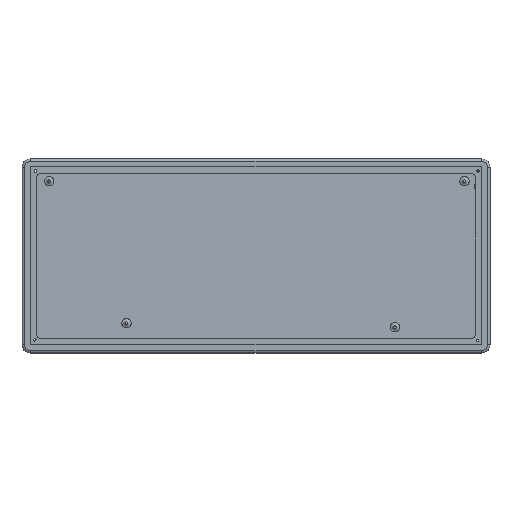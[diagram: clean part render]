
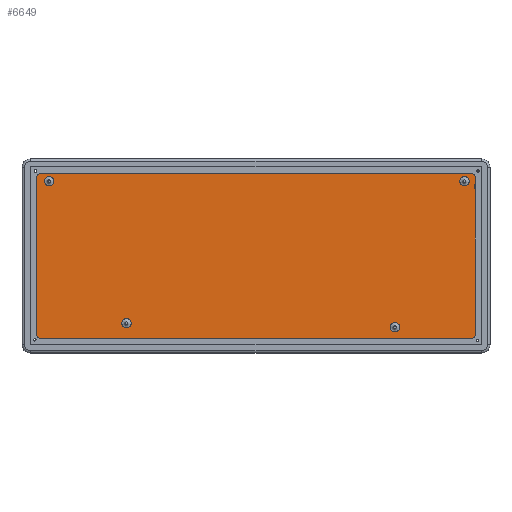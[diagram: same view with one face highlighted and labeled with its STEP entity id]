
A CAD part, top view. The second image highlights one B-rep face of the part: STEP entity #6649.
In plain terms, the highlighted planar face has unit normal (0, 0, 1).
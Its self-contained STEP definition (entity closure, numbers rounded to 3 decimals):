
#242=FACE_BOUND('',#2306,.T.);
#243=FACE_BOUND('',#2307,.T.);
#244=FACE_BOUND('',#2308,.T.);
#245=FACE_BOUND('',#2309,.T.);
#278=B_SPLINE_CURVE_WITH_KNOTS('',3,(#8564,#8565,#8566,#8567,#8568,#8569,
#8570,#8571,#8572,#8573,#8574,#8575,#8576,#8577),.UNSPECIFIED.,.F.,.F.,
(4,2,2,2,2,2,4),(1.086,1.148,1.227,1.303,
1.378,1.457,1.519),.UNSPECIFIED.);
#647=LINE('',#8542,#1211);
#648=LINE('',#8544,#1212);
#649=LINE('',#8546,#1213);
#650=LINE('',#8550,#1214);
#651=LINE('',#8554,#1215);
#652=LINE('',#8558,#1216);
#653=LINE('',#8560,#1217);
#654=LINE('',#8562,#1218);
#655=LINE('',#8578,#1219);
#1211=VECTOR('',#7366,10.);
#1212=VECTOR('',#7367,10.);
#1213=VECTOR('',#7368,10.);
#1214=VECTOR('',#7371,10.);
#1215=VECTOR('',#7374,10.);
#1216=VECTOR('',#7377,10.);
#1217=VECTOR('',#7378,10.);
#1218=VECTOR('',#7379,10.);
#1219=VECTOR('',#7380,10.);
#1775=PLANE('',#7049);
#1923=FACE_OUTER_BOUND('',#2305,.T.);
#2305=EDGE_LOOP('',(#4563,#4564,#4565,#4566,#4567,#4568,#4569,#4570,#4571,
#4572,#4573,#4574,#4575,#4576));
#2306=EDGE_LOOP('',(#4577));
#2307=EDGE_LOOP('',(#4578));
#2308=EDGE_LOOP('',(#4579));
#2309=EDGE_LOOP('',(#4580));
#2724=CIRCLE('',#7047,3.85);
#2726=CIRCLE('',#7050,3.);
#2727=CIRCLE('',#7051,3.);
#2728=CIRCLE('',#7052,3.);
#2729=CIRCLE('',#7053,3.);
#2730=CIRCLE('',#7054,3.85);
#2731=CIRCLE('',#7055,3.85);
#2732=CIRCLE('',#7056,3.85);
#2832=VERTEX_POINT('',#8533);
#2833=VERTEX_POINT('',#8538);
#2834=VERTEX_POINT('',#8539);
#2835=VERTEX_POINT('',#8541);
#2836=VERTEX_POINT('',#8543);
#2837=VERTEX_POINT('',#8545);
#2838=VERTEX_POINT('',#8547);
#2839=VERTEX_POINT('',#8549);
#2840=VERTEX_POINT('',#8551);
#2841=VERTEX_POINT('',#8553);
#2842=VERTEX_POINT('',#8555);
#2843=VERTEX_POINT('',#8557);
#2844=VERTEX_POINT('',#8559);
#2845=VERTEX_POINT('',#8561);
#2846=VERTEX_POINT('',#8563);
#2847=VERTEX_POINT('',#8579);
#2848=VERTEX_POINT('',#8581);
#2849=VERTEX_POINT('',#8583);
#3519=EDGE_CURVE('',#2832,#2832,#2724,.T.);
#3521=EDGE_CURVE('',#2833,#2834,#2726,.T.);
#3522=EDGE_CURVE('',#2835,#2833,#647,.T.);
#3523=EDGE_CURVE('',#2835,#2836,#648,.T.);
#3524=EDGE_CURVE('',#2837,#2836,#649,.T.);
#3525=EDGE_CURVE('',#2838,#2837,#2727,.T.);
#3526=EDGE_CURVE('',#2839,#2838,#650,.T.);
#3527=EDGE_CURVE('',#2840,#2839,#2728,.T.);
#3528=EDGE_CURVE('',#2841,#2840,#651,.T.);
#3529=EDGE_CURVE('',#2842,#2841,#2729,.T.);
#3530=EDGE_CURVE('',#2843,#2842,#652,.T.);
#3531=EDGE_CURVE('',#2844,#2843,#653,.T.);
#3532=EDGE_CURVE('',#2845,#2844,#654,.T.);
#3533=EDGE_CURVE('',#2845,#2846,#278,.T.);
#3534=EDGE_CURVE('',#2834,#2846,#655,.T.);
#3535=EDGE_CURVE('',#2847,#2847,#2730,.T.);
#3536=EDGE_CURVE('',#2848,#2848,#2731,.T.);
#3537=EDGE_CURVE('',#2849,#2849,#2732,.T.);
#4563=ORIENTED_EDGE('',*,*,#3521,.F.);
#4564=ORIENTED_EDGE('',*,*,#3522,.F.);
#4565=ORIENTED_EDGE('',*,*,#3523,.T.);
#4566=ORIENTED_EDGE('',*,*,#3524,.F.);
#4567=ORIENTED_EDGE('',*,*,#3525,.F.);
#4568=ORIENTED_EDGE('',*,*,#3526,.F.);
#4569=ORIENTED_EDGE('',*,*,#3527,.F.);
#4570=ORIENTED_EDGE('',*,*,#3528,.F.);
#4571=ORIENTED_EDGE('',*,*,#3529,.F.);
#4572=ORIENTED_EDGE('',*,*,#3530,.F.);
#4573=ORIENTED_EDGE('',*,*,#3531,.F.);
#4574=ORIENTED_EDGE('',*,*,#3532,.F.);
#4575=ORIENTED_EDGE('',*,*,#3533,.T.);
#4576=ORIENTED_EDGE('',*,*,#3534,.F.);
#4577=ORIENTED_EDGE('',*,*,#3535,.F.);
#4578=ORIENTED_EDGE('',*,*,#3536,.F.);
#4579=ORIENTED_EDGE('',*,*,#3537,.F.);
#4580=ORIENTED_EDGE('',*,*,#3519,.F.);
#6649=ADVANCED_FACE('',(#1923,#242,#243,#244,#245),#1775,.T.);
#7047=AXIS2_PLACEMENT_3D('',#8535,#7358,#7359);
#7049=AXIS2_PLACEMENT_3D('',#8537,#7362,#7363);
#7050=AXIS2_PLACEMENT_3D('',#8540,#7364,#7365);
#7051=AXIS2_PLACEMENT_3D('',#8548,#7369,#7370);
#7052=AXIS2_PLACEMENT_3D('',#8552,#7372,#7373);
#7053=AXIS2_PLACEMENT_3D('',#8556,#7375,#7376);
#7054=AXIS2_PLACEMENT_3D('',#8580,#7381,#7382);
#7055=AXIS2_PLACEMENT_3D('',#8582,#7383,#7384);
#7056=AXIS2_PLACEMENT_3D('',#8584,#7385,#7386);
#7358=DIRECTION('center_axis',(0.,0.,1.));
#7359=DIRECTION('ref_axis',(1.,0.,0.));
#7362=DIRECTION('center_axis',(0.,0.,1.));
#7363=DIRECTION('ref_axis',(1.,0.,0.));
#7364=DIRECTION('center_axis',(0.,0.,-1.));
#7365=DIRECTION('ref_axis',(0.707,0.707,0.));
#7366=DIRECTION('',(1.,0.,0.));
#7367=DIRECTION('',(-1.,0.,0.));
#7368=DIRECTION('',(1.,0.,0.));
#7369=DIRECTION('center_axis',(0.,0.,-1.));
#7370=DIRECTION('ref_axis',(-0.707,0.707,0.));
#7371=DIRECTION('',(0.,1.,0.));
#7372=DIRECTION('center_axis',(0.,0.,-1.));
#7373=DIRECTION('ref_axis',(-0.707,-0.707,0.));
#7374=DIRECTION('',(-1.,0.,0.));
#7375=DIRECTION('center_axis',(0.,0.,-1.));
#7376=DIRECTION('ref_axis',(0.707,-0.707,0.));
#7377=DIRECTION('',(0.,-1.,0.));
#7378=DIRECTION('',(0.,-1.,0.));
#7379=DIRECTION('',(0.,-1.,0.));
#7380=DIRECTION('',(0.,-1.,0.));
#7381=DIRECTION('center_axis',(0.,0.,1.));
#7382=DIRECTION('ref_axis',(1.,0.,0.));
#7383=DIRECTION('center_axis',(0.,0.,1.));
#7384=DIRECTION('ref_axis',(1.,0.,0.));
#7385=DIRECTION('center_axis',(0.,0.,1.));
#7386=DIRECTION('ref_axis',(1.,0.,0.));
#8533=CARTESIAN_POINT('',(107.663,127.075,10.694));
#8535=CARTESIAN_POINT('Origin',(103.813,127.075,10.694));
#8537=CARTESIAN_POINT('Origin',(210.25,182.3,10.694));
#8538=CARTESIAN_POINT('',(387.5,250.,10.694));
#8539=CARTESIAN_POINT('',(390.5,247.,10.694));
#8540=CARTESIAN_POINT('Origin',(387.5,247.,10.694));
#8541=CARTESIAN_POINT('',(349.967,250.,10.694));
#8542=CARTESIAN_POINT('',(300.375,250.,10.694));
#8543=CARTESIAN_POINT('',(342.533,250.,10.694));
#8544=CARTESIAN_POINT('',(300.375,250.,10.694));
#8545=CARTESIAN_POINT('',(33.,250.,10.694));
#8546=CARTESIAN_POINT('',(300.375,250.,10.694));
#8547=CARTESIAN_POINT('',(30.,247.,10.694));
#8548=CARTESIAN_POINT('Origin',(33.,247.,10.694));
#8549=CARTESIAN_POINT('',(30.,117.6,10.694));
#8550=CARTESIAN_POINT('',(30.,216.15,10.694));
#8551=CARTESIAN_POINT('',(33.,114.6,10.694));
#8552=CARTESIAN_POINT('Origin',(33.,117.6,10.694));
#8553=CARTESIAN_POINT('',(387.5,114.6,10.694));
#8554=CARTESIAN_POINT('',(120.125,114.6,10.694));
#8555=CARTESIAN_POINT('',(390.5,117.6,10.694));
#8556=CARTESIAN_POINT('Origin',(387.5,117.6,10.694));
#8557=CARTESIAN_POINT('',(390.5,157.928,10.694));
#8558=CARTESIAN_POINT('',(390.5,148.45,10.694));
#8559=CARTESIAN_POINT('',(390.5,207.092,10.694));
#8560=CARTESIAN_POINT('',(390.5,192.4,10.694));
#8561=CARTESIAN_POINT('',(390.5,237.155,10.694));
#8562=CARTESIAN_POINT('',(390.5,192.4,10.694));
#8563=CARTESIAN_POINT('',(390.5,241.33,10.694));
#8564=CARTESIAN_POINT('Ctrl Pts',(390.5,237.155,10.694));
#8565=CARTESIAN_POINT('Ctrl Pts',(390.343,237.315,10.694));
#8566=CARTESIAN_POINT('Ctrl Pts',(390.199,237.503,10.694));
#8567=CARTESIAN_POINT('Ctrl Pts',(389.954,237.906,10.694));
#8568=CARTESIAN_POINT('Ctrl Pts',(389.828,238.197,10.694));
#8569=CARTESIAN_POINT('Ctrl Pts',(389.693,238.693,10.694));
#8570=CARTESIAN_POINT('Ctrl Pts',(389.653,238.991,10.694));
#8571=CARTESIAN_POINT('Ctrl Pts',(389.653,239.493,10.694));
#8572=CARTESIAN_POINT('Ctrl Pts',(389.693,239.791,10.694));
#8573=CARTESIAN_POINT('Ctrl Pts',(389.828,240.288,10.694));
#8574=CARTESIAN_POINT('Ctrl Pts',(389.954,240.578,10.694));
#8575=CARTESIAN_POINT('Ctrl Pts',(390.199,240.981,10.694));
#8576=CARTESIAN_POINT('Ctrl Pts',(390.343,241.169,10.694));
#8577=CARTESIAN_POINT('Ctrl Pts',(390.5,241.33,10.694));
#8578=CARTESIAN_POINT('',(390.5,192.4,10.694));
#8579=CARTESIAN_POINT('',(44.163,243.756,10.694));
#8580=CARTESIAN_POINT('Origin',(40.313,243.756,10.694));
#8581=CARTESIAN_POINT('',(328.325,123.9,10.694));
#8582=CARTESIAN_POINT('Origin',(324.475,123.9,10.694));
#8583=CARTESIAN_POINT('',(385.475,243.756,10.694));
#8584=CARTESIAN_POINT('Origin',(381.625,243.756,10.694));
